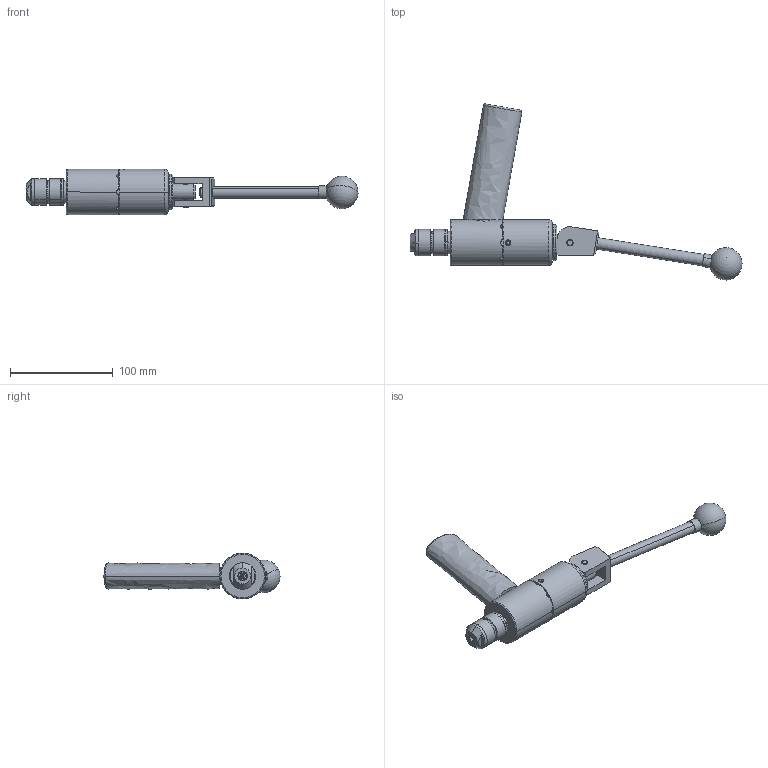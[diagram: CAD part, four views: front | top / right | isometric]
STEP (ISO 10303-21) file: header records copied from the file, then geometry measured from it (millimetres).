
FILE_DESCRIPTION (( 'STEP AP214' ), '1' );
FILE_NAME ('CTSC-003524.STEP', '2025-05-26T15:47:50', ( '' ), ( '' ), 'SwSTEP 2.0', 'SolidWorks 2023', '' );
FILE_SCHEMA (( 'AUTOMOTIVE_DESIGN' ));
Length unit declared in the file: inch
Products named in the file (1): CTSC-003524
Bounding box: 323.84 x 171.73 x 44.45 mm (x, y, z)
Volume: 293036.2 mm3; surface area: 72429.4 mm2
Topology: 11 solids, 11 shells, 287 faces, 671 edges, 424 vertices
Faces by surface type: cylinder 125, plane 93, cone 44, torus 16, bspline 7, sphere 2
Entity records: 14250 total; most frequent: CARTESIAN_POINT 3979, DIRECTION 1382, ORIENTED_EDGE 1324, EDGE_CURVE 662, AXIS2_PLACEMENT_3D 568, VERTEX_POINT 421, EDGE_LOOP 333, DIMENSIONAL_EXPONENTS 290
